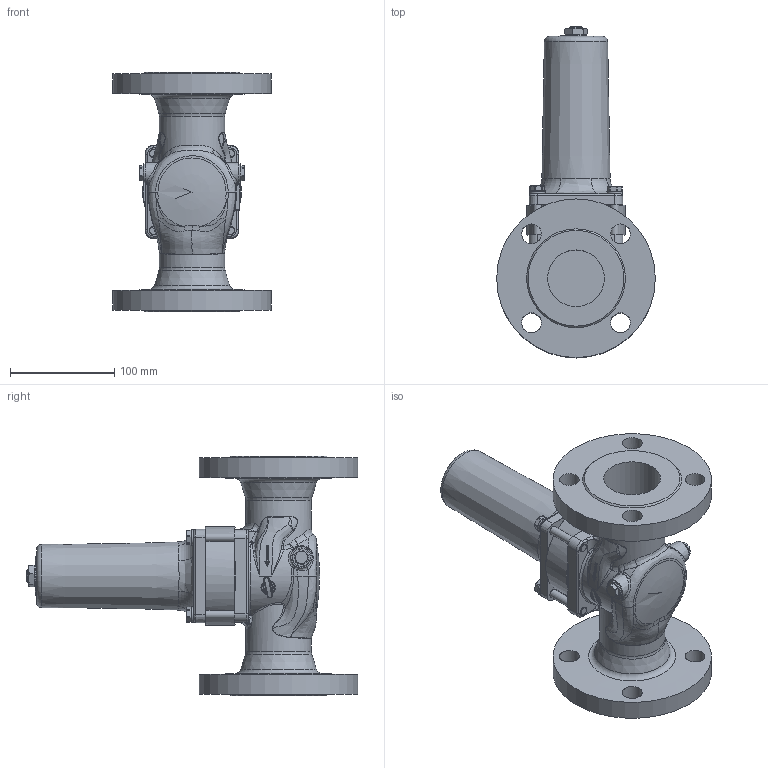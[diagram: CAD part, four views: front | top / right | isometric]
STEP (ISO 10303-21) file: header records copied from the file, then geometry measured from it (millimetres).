
FILE_DESCRIPTION(/* description */ (''),/* implementation_level */ '2;1');
FILE_NAME(/* name */ '082407-61330.stp',/* time_stamp */ '2024-10-14T14:06:32+02:00',/* author */ ('Stefan.Junkers'),/* organization */ (''),/* preprocessor_version */ 'ST-DEVELOPER v20',/* originating_system */ 'Autodesk Inventor 2025',/* authorisation */ '');
FILE_SCHEMA (('AUTOMOTIVE_DESIGN { 1 0 10303 214 3 1 1 }'));
Products named in the file (1): 082407-61330.20241014
Bounding box: 152.4 x 318.77 x 230 mm (x, y, z)
Volume: 2092563.1 mm3; surface area: 211023 mm2
Topology: 1 solids, 1 shells, 725 faces, 1878 edges, 1174 vertices
Faces by surface type: bspline 261, plane 184, cylinder 180, cone 69, torus 29, sphere 2
Full cylindrical faces by diameter (mm): 3 x1, 8 x8, 8.5 x4, 10 x3, 12 x1, 18 x2, 19.1 x8, 20 x1, 54.5 x2, 63 x2, 95 x1, 152.4 x2
Entity records: 40179 total; most frequent: CARTESIAN_POINT 23662, ORIENTED_EDGE 3730, DIRECTION 2628, EDGE_CURVE 1865, VERTEX_POINT 1174, AXIS2_PLACEMENT_3D 1062, EDGE_LOOP 791, FACE_OUTER_BOUND 725
